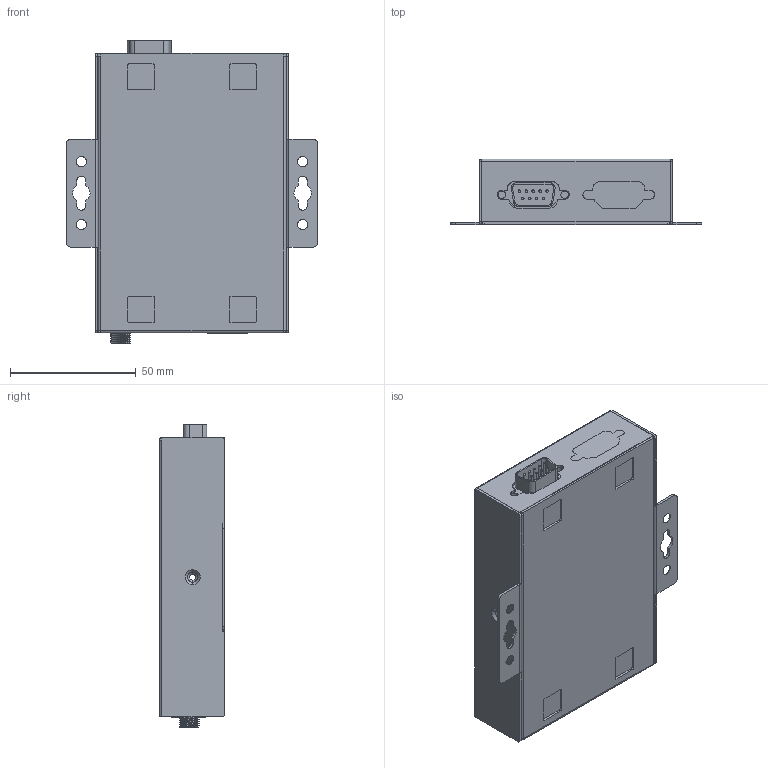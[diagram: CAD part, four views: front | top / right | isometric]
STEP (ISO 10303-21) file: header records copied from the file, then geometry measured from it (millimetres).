
FILE_DESCRIPTION((''),'2;1');
FILE_NAME('NPORT_P5150A','2011-08-10T',('Vincent_Huang'),(''),'PRO/ENGINEER BY PARAMETRIC TECHNOLOGY CORPORATION, 2004320','PRO/ENGINEER BY PARAMETRIC TECHNOLOGY CORPORATION, 2004320','');
FILE_SCHEMA(('CONFIG_CONTROL_DESIGN'));
Length unit declared in the file: millimetre
Products named in the file (1): NPORT_P5150A
Bounding box: 100 x 26 x 120.1 mm (x, y, z)
Volume: 49047.3 mm3; surface area: 92037.4 mm2
Topology: 18 solids, 24 shells, 743 faces, 2032 edges, 1363 vertices
Faces by surface type: plane 359, cylinder 308, torus 36, bspline 20, cone 12, sphere 8
Entity records: 25716 total; most frequent: CARTESIAN_POINT 6240, DIRECTION 4208, ORIENTED_EDGE 3904, EDGE_CURVE 2024, AXIS2_PLACEMENT_3D 1546, VERTEX_POINT 1363, VECTOR 1116, LINE 1116
